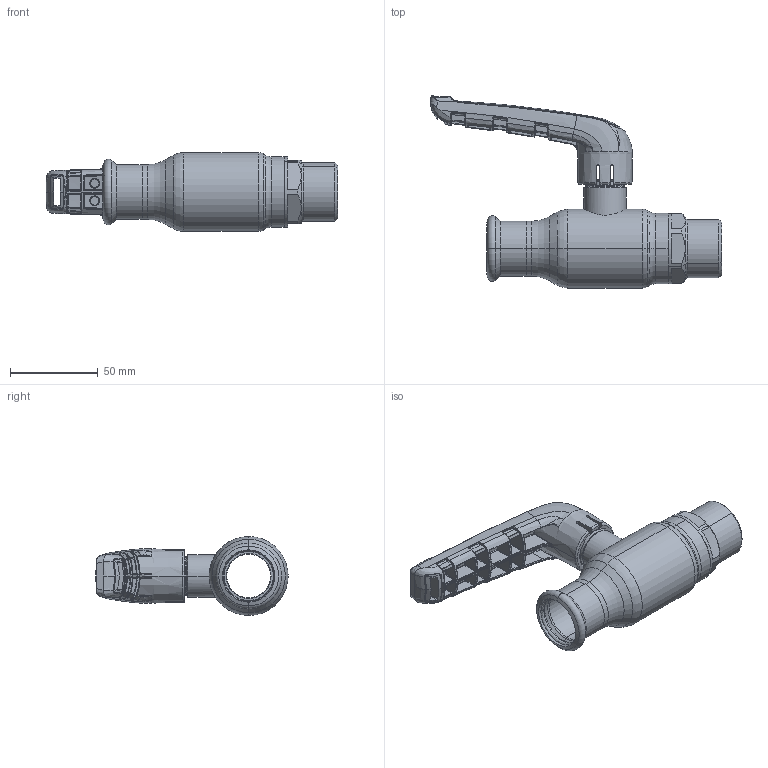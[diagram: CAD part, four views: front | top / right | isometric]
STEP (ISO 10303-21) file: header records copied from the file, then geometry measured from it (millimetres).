
FILE_DESCRIPTION (( 'STEP AP214' ), '1' );
FILE_NAME ('1025001200-xxxx.step', '2019-05-07T11:42:31', ( '' ), ( '' ), 'SwSTEP 2.0', 'SolidWorks 2017', '' );
FILE_SCHEMA (( 'AUTOMOTIVE_DESIGN' ));
Length unit declared in the file: millimetre
Products named in the file (1): 1025001200-xxxx
Bounding box: 166.07 x 109.61 x 45 mm (x, y, z)
Surface area: 41765.8 mm2 (no closed solid volume)
Topology: 0 solids, 8 shells, 793 faces, 2525 edges, 1640 vertices
Faces by surface type: bspline 621, plane 68, cylinder 36, cone 31, torus 23, sphere 14
Entity records: 61872 total; most frequent: CARTESIAN_POINT 36880, ORIENTED_EDGE 4203, EDGE_CURVE 2505, B_SPLINE_CURVE_WITH_KNOTS 1744, DIRECTION 1696, VERTEX_POINT 1630, EDGE_LOOP 814, UNCERTAINTY_MEASURE_WITH_UNIT 795
